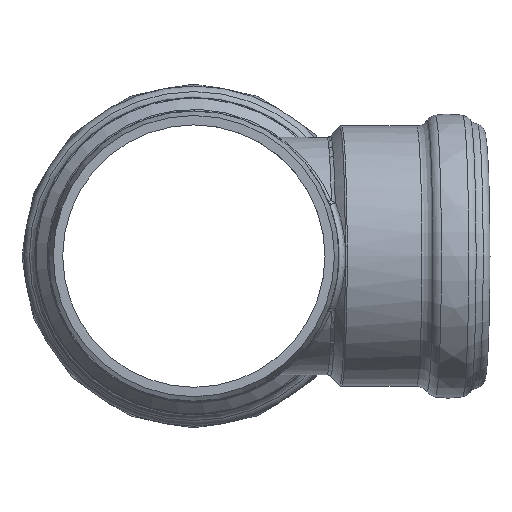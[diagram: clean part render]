
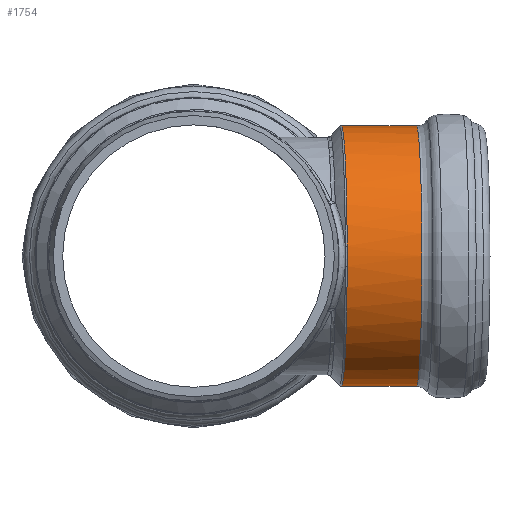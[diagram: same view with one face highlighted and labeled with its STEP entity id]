
A CAD part, front view. The second image highlights one B-rep face of the part: STEP entity #1754.
In plain terms, the highlighted cylindrical face has radius 49.5 mm (diameter 99 mm), a full revolution.
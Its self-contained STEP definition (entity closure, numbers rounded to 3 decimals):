
#34=LINE('',#4217,#59);
#59=VECTOR('',#2305,49.5);
#84=CYLINDRICAL_SURFACE('',#1915,49.5);
#185=FACE_OUTER_BOUND('',#279,.T.);
#279=EDGE_LOOP('',(#1338,#1339,#1340,#1341,#1342,#1343,#1344,#1345,#1346,
#1347,#1348,#1349,#1350,#1351,#1352,#1353));
#357=B_SPLINE_CURVE_WITH_KNOTS('',3,(#3384,#3385,#3386,#3387),
 .UNSPECIFIED.,.F.,.F.,(4,4),(0.,0.089),.UNSPECIFIED.);
#358=B_SPLINE_CURVE_WITH_KNOTS('',3,(#3411,#3412,#3413,#3414),
 .UNSPECIFIED.,.F.,.F.,(4,4),(-0.75,-0.375),
 .UNSPECIFIED.);
#359=B_SPLINE_CURVE_WITH_KNOTS('',3,(#3415,#3416,#3417,#3418),
 .UNSPECIFIED.,.F.,.F.,(4,4),(-0.375,0.),
 .UNSPECIFIED.);
#361=B_SPLINE_CURVE_WITH_KNOTS('',3,(#3446,#3447,#3448,#3449),
 .UNSPECIFIED.,.F.,.F.,(4,4),(0.,0.089),.UNSPECIFIED.);
#368=B_SPLINE_CURVE_WITH_KNOTS('',3,(#3602,#3603,#3604,#3605),
 .UNSPECIFIED.,.F.,.F.,(4,4),(-0.128,0.),.UNSPECIFIED.);
#371=B_SPLINE_CURVE_WITH_KNOTS('',3,(#3643,#3644,#3645,#3646),
 .UNSPECIFIED.,.F.,.F.,(4,4),(-14.537,-14.409),
 .UNSPECIFIED.);
#373=B_SPLINE_CURVE_WITH_KNOTS('',3,(#3678,#3679,#3680,#3681),
 .UNSPECIFIED.,.F.,.F.,(4,4),(0.,0.408),.UNSPECIFIED.);
#376=B_SPLINE_CURVE_WITH_KNOTS('',3,(#3732,#3733,#3734,#3735,#3736,#3737,
#3738),.UNSPECIFIED.,.F.,.F.,(4,1,1,1,4),(0.,0.721,2.163,
3.605,5.047),.UNSPECIFIED.);
#378=B_SPLINE_CURVE_WITH_KNOTS('',3,(#3767,#3768,#3769,#3770),
 .UNSPECIFIED.,.F.,.F.,(4,4),(0.,0.408),.UNSPECIFIED.);
#407=CIRCLE('',#1849,49.5);
#410=CIRCLE('',#1853,49.5);
#457=CIRCLE('',#1916,49.5);
#458=CIRCLE('',#1917,49.5);
#459=CIRCLE('',#1918,49.5);
#630=VERTEX_POINT('',#3343);
#632=VERTEX_POINT('',#3382);
#633=VERTEX_POINT('',#3389);
#634=VERTEX_POINT('',#3408);
#635=VERTEX_POINT('',#3410);
#636=VERTEX_POINT('',#3420);
#638=VERTEX_POINT('',#3444);
#644=VERTEX_POINT('',#3601);
#647=VERTEX_POINT('',#3641);
#649=VERTEX_POINT('',#3676);
#652=VERTEX_POINT('',#3730);
#687=VERTEX_POINT('',#4212);
#688=VERTEX_POINT('',#4213);
#689=VERTEX_POINT('',#4215);
#851=EDGE_CURVE('',#632,#630,#357,.T.);
#853=EDGE_CURVE('',#633,#632,#407,.T.);
#855=EDGE_CURVE('',#634,#635,#358,.T.);
#856=EDGE_CURVE('',#635,#633,#359,.T.);
#858=EDGE_CURVE('',#636,#634,#410,.T.);
#861=EDGE_CURVE('',#638,#636,#361,.T.);
#870=EDGE_CURVE('',#630,#644,#368,.T.);
#875=EDGE_CURVE('',#647,#638,#371,.T.);
#878=EDGE_CURVE('',#649,#647,#373,.T.);
#882=EDGE_CURVE('',#652,#649,#376,.T.);
#884=EDGE_CURVE('',#644,#652,#378,.T.);
#937=EDGE_CURVE('',#687,#688,#457,.T.);
#938=EDGE_CURVE('',#689,#687,#458,.T.);
#939=EDGE_CURVE('',#689,#635,#34,.T.);
#940=EDGE_CURVE('',#688,#689,#459,.T.);
#1338=ORIENTED_EDGE('',*,*,#937,.F.);
#1339=ORIENTED_EDGE('',*,*,#938,.F.);
#1340=ORIENTED_EDGE('',*,*,#939,.T.);
#1341=ORIENTED_EDGE('',*,*,#855,.F.);
#1342=ORIENTED_EDGE('',*,*,#858,.F.);
#1343=ORIENTED_EDGE('',*,*,#861,.F.);
#1344=ORIENTED_EDGE('',*,*,#875,.F.);
#1345=ORIENTED_EDGE('',*,*,#878,.F.);
#1346=ORIENTED_EDGE('',*,*,#882,.F.);
#1347=ORIENTED_EDGE('',*,*,#884,.F.);
#1348=ORIENTED_EDGE('',*,*,#870,.F.);
#1349=ORIENTED_EDGE('',*,*,#851,.F.);
#1350=ORIENTED_EDGE('',*,*,#853,.F.);
#1351=ORIENTED_EDGE('',*,*,#856,.F.);
#1352=ORIENTED_EDGE('',*,*,#939,.F.);
#1353=ORIENTED_EDGE('',*,*,#940,.F.);
#1754=ADVANCED_FACE('',(#185),#84,.T.);
#1849=AXIS2_PLACEMENT_3D('',#3391,#2161,#2162);
#1853=AXIS2_PLACEMENT_3D('',#3422,#2169,#2170);
#1915=AXIS2_PLACEMENT_3D('',#4211,#2299,#2300);
#1916=AXIS2_PLACEMENT_3D('',#4214,#2301,#2302);
#1917=AXIS2_PLACEMENT_3D('',#4216,#2303,#2304);
#1918=AXIS2_PLACEMENT_3D('',#4218,#2306,#2307);
#2161=DIRECTION('center_axis',(-0.999,-0.044,0.));
#2162=DIRECTION('ref_axis',(0.044,-0.999,0.));
#2169=DIRECTION('center_axis',(-0.999,-0.044,0.));
#2170=DIRECTION('ref_axis',(0.044,-0.999,0.));
#2299=DIRECTION('center_axis',(0.999,0.044,0.));
#2300=DIRECTION('ref_axis',(-0.044,0.999,0.));
#2301=DIRECTION('center_axis',(0.999,0.044,0.));
#2302=DIRECTION('ref_axis',(0.044,-0.999,0.));
#2303=DIRECTION('center_axis',(0.999,0.044,0.));
#2304=DIRECTION('ref_axis',(0.044,-0.999,0.));
#2305=DIRECTION('',(-0.999,-0.044,0.));
#2306=DIRECTION('center_axis',(0.999,0.044,0.));
#2307=DIRECTION('ref_axis',(0.044,-0.999,0.));
#3343=CARTESIAN_POINT('',(54.047,198.187,26.534));
#3382=CARTESIAN_POINT('',(54.295,197.724,27.265));
#3384=CARTESIAN_POINT('Ctrl Pts',(54.295,197.724,27.265));
#3385=CARTESIAN_POINT('Ctrl Pts',(54.287,197.891,27.011));
#3386=CARTESIAN_POINT('Ctrl Pts',(54.2,198.052,26.757));
#3387=CARTESIAN_POINT('Ctrl Pts',(54.047,198.187,26.534));
#3389=CARTESIAN_POINT('',(58.25,107.144,3.823));
#3391=CARTESIAN_POINT('Origin',(56.097,156.449,0.));
#3408=CARTESIAN_POINT('',(58.25,107.144,-3.823));
#3410=CARTESIAN_POINT('',(58.247,106.996,0.));
#3411=CARTESIAN_POINT('Ctrl Pts',(58.24,107.144,-3.823));
#3412=CARTESIAN_POINT('Ctrl Pts',(58.245,107.045,-2.551));
#3413=CARTESIAN_POINT('Ctrl Pts',(58.247,106.996,-1.276));
#3414=CARTESIAN_POINT('Ctrl Pts',(58.247,106.996,0.));
#3415=CARTESIAN_POINT('Ctrl Pts',(58.256,106.996,0.));
#3416=CARTESIAN_POINT('Ctrl Pts',(58.256,106.996,1.276));
#3417=CARTESIAN_POINT('Ctrl Pts',(58.254,107.046,2.551));
#3418=CARTESIAN_POINT('Ctrl Pts',(58.25,107.144,3.823));
#3420=CARTESIAN_POINT('',(54.295,197.724,-27.265));
#3422=CARTESIAN_POINT('Origin',(56.097,156.449,0.));
#3444=CARTESIAN_POINT('',(54.047,198.187,-26.534));
#3446=CARTESIAN_POINT('Ctrl Pts',(54.047,198.187,-26.534));
#3447=CARTESIAN_POINT('Ctrl Pts',(54.2,198.052,-26.757));
#3448=CARTESIAN_POINT('Ctrl Pts',(54.287,197.891,-27.011));
#3449=CARTESIAN_POINT('Ctrl Pts',(54.295,197.724,-27.265));
#3601=CARTESIAN_POINT('',(54.969,198.673,25.82));
#3602=CARTESIAN_POINT('Ctrl Pts',(54.047,198.187,26.534));
#3603=CARTESIAN_POINT('Ctrl Pts',(54.357,198.349,26.3));
#3604=CARTESIAN_POINT('Ctrl Pts',(54.664,198.511,26.062));
#3605=CARTESIAN_POINT('Ctrl Pts',(54.969,198.673,25.82));
#3641=CARTESIAN_POINT('',(54.969,198.673,-25.82));
#3643=CARTESIAN_POINT('Ctrl Pts',(54.969,198.673,-25.82));
#3644=CARTESIAN_POINT('Ctrl Pts',(54.664,198.511,-26.062));
#3645=CARTESIAN_POINT('Ctrl Pts',(54.357,198.349,-26.3));
#3646=CARTESIAN_POINT('Ctrl Pts',(54.047,198.187,-26.534));
#3676=CARTESIAN_POINT('',(57.1,200.391,-22.954));
#3678=CARTESIAN_POINT('Ctrl Pts',(57.1,200.391,-22.954));
#3679=CARTESIAN_POINT('Ctrl Pts',(56.633,199.8,-24.044));
#3680=CARTESIAN_POINT('Ctrl Pts',(55.94,199.186,-25.05));
#3681=CARTESIAN_POINT('Ctrl Pts',(54.969,198.673,-25.82));
#3730=CARTESIAN_POINT('',(57.1,200.391,22.954));
#3732=CARTESIAN_POINT('Ctrl Pts',(57.1,200.391,22.954));
#3733=CARTESIAN_POINT('Ctrl Pts',(57.924,201.437,21.027));
#3734=CARTESIAN_POINT('Ctrl Pts',(60.157,204.228,14.969));
#3735=CARTESIAN_POINT('Ctrl Pts',(62.286,206.816,3.581));
#3736=CARTESIAN_POINT('Ctrl Pts',(61.402,205.749,-10.602));
#3737=CARTESIAN_POINT('Ctrl Pts',(58.749,202.482,-19.1));
#3738=CARTESIAN_POINT('Ctrl Pts',(57.1,200.391,-22.954));
#3767=CARTESIAN_POINT('Ctrl Pts',(54.969,198.673,25.82));
#3768=CARTESIAN_POINT('Ctrl Pts',(55.94,199.186,25.05));
#3769=CARTESIAN_POINT('Ctrl Pts',(56.633,199.8,24.044));
#3770=CARTESIAN_POINT('Ctrl Pts',(57.1,200.391,22.954));
#4211=CARTESIAN_POINT('Origin',(70.101,157.061,0.));
#4212=CARTESIAN_POINT('',(82.36,207.143,0.));
#4213=CARTESIAN_POINT('',(84.519,157.69,49.5));
#4214=CARTESIAN_POINT('Origin',(84.519,157.69,0.));
#4215=CARTESIAN_POINT('',(86.679,108.237,0.));
#4216=CARTESIAN_POINT('Origin',(84.519,157.69,0.));
#4217=CARTESIAN_POINT('',(72.26,107.608,0.));
#4218=CARTESIAN_POINT('Origin',(84.519,157.69,0.));
